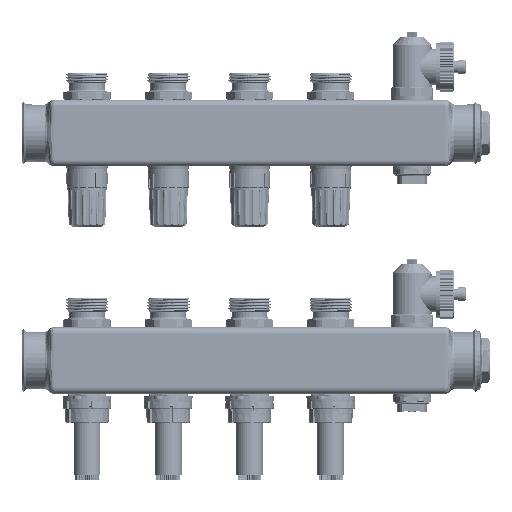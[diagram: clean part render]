
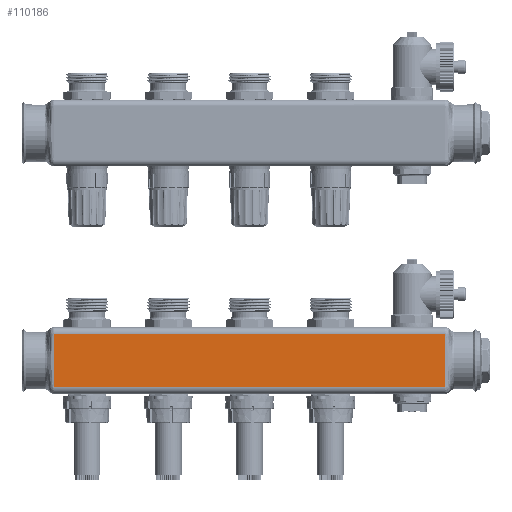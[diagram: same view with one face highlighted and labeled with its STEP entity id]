
A CAD part, front view. The second image highlights one B-rep face of the part: STEP entity #110186.
In plain terms, the highlighted planar face has unit normal (0, -1, 0).
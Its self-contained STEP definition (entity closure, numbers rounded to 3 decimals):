
#106632=CARTESIAN_POINT('',(19.869,-20.,
-16.5));
#106640=CARTESIAN_POINT('',(260.131,-20.,16.5));
#106641=CARTESIAN_POINT('',(260.131,-20.,16.5));
#106642=CARTESIAN_POINT('',(260.153,-20.,
15.993));
#106643=CARTESIAN_POINT('',(260.198,-20.,
15.01));
#106644=CARTESIAN_POINT('',(260.272,-20.,
13.584));
#106645=CARTESIAN_POINT('',(260.348,-20.,
12.261));
#106646=CARTESIAN_POINT('',(260.421,-20.,11.051));
#106647=CARTESIAN_POINT('',(260.489,-20.,9.947));
#106648=CARTESIAN_POINT('',(260.552,-20.,8.908));
#106649=CARTESIAN_POINT('',(260.61,-20.,7.888));
#106650=CARTESIAN_POINT('',(260.663,-20.,6.865));
#106651=CARTESIAN_POINT('',(260.708,-20.,5.842));
#106652=CARTESIAN_POINT('',(260.747,-20.,4.814));
#106653=CARTESIAN_POINT('',(260.778,-20.,3.753));
#106654=CARTESIAN_POINT('',(260.802,-20.,2.606));
#106655=CARTESIAN_POINT('',(260.818,-20.,1.348));
#106656=CARTESIAN_POINT('',(260.824,-20.,0.033));
#106657=CARTESIAN_POINT('',(260.819,-20.,-1.243));
#106658=CARTESIAN_POINT('',(260.805,-20.,-2.415));
#106659=CARTESIAN_POINT('',(260.784,-20.,-3.496));
#106660=CARTESIAN_POINT('',(260.756,-20.,-4.532));
#106661=CARTESIAN_POINT('',(260.72,-20.,-5.559));
#106662=CARTESIAN_POINT('',(260.676,-20.,-6.585));
#106663=CARTESIAN_POINT('',(260.625,-20.,-7.602));
#106664=CARTESIAN_POINT('',(260.568,-20.,-8.623));
#106665=CARTESIAN_POINT('',(260.505,-20.,-9.684));
#106666=CARTESIAN_POINT('',(260.435,-20.,-10.826));
#106667=CARTESIAN_POINT('',(260.359,-20.,-12.072));
#106668=CARTESIAN_POINT('',(260.28,-20.,-13.431));
#106669=CARTESIAN_POINT('',(260.202,-20.,-14.919));
#106670=CARTESIAN_POINT('',(260.154,-20.,-15.956));
#106671=CARTESIAN_POINT('',(260.131,-20.,-16.5));
#106673=CARTESIAN_POINT('',(19.869,-20.,-16.5));
#106674=CARTESIAN_POINT('',(19.869,-20.,-16.5));
#106675=CARTESIAN_POINT('',(19.847,-20.,
-15.985));
#106676=CARTESIAN_POINT('',(19.801,-20.,
-14.991));
#106677=CARTESIAN_POINT('',(19.726,-20.,
-13.555));
#106678=CARTESIAN_POINT('',(19.65,-20.,
-12.231));
#106679=CARTESIAN_POINT('',(19.577,-20.,
-11.024));
#106680=CARTESIAN_POINT('',(19.509,-20.,
-9.922));
#106681=CARTESIAN_POINT('',(19.447,-20.,-8.884));
#106682=CARTESIAN_POINT('',(19.389,-20.,-7.864));
#106683=CARTESIAN_POINT('',(19.336,-20.,-6.841));
#106684=CARTESIAN_POINT('',(19.291,-20.,-5.817));
#106685=CARTESIAN_POINT('',(19.253,-20.,-4.789));
#106686=CARTESIAN_POINT('',(19.222,-20.,-3.728));
#106687=CARTESIAN_POINT('',(19.198,-20.,-2.584));
#106688=CARTESIAN_POINT('',(19.182,-20.,-1.328));
#106689=CARTESIAN_POINT('',(19.176,-20.,-0.014));
#106690=CARTESIAN_POINT('',(19.181,-20.,1.262));
#106691=CARTESIAN_POINT('',(19.196,-20.,2.435));
#106692=CARTESIAN_POINT('',(19.217,-20.,3.516));
#106693=CARTESIAN_POINT('',(19.245,-20.,4.552));
#106694=CARTESIAN_POINT('',(19.281,-20.,5.578));
#106695=CARTESIAN_POINT('',(19.325,-20.,6.602));
#106696=CARTESIAN_POINT('',(19.376,-20.,7.62));
#106697=CARTESIAN_POINT('',(19.433,-20.,8.64));
#106698=CARTESIAN_POINT('',(19.496,-20.,9.7));
#106699=CARTESIAN_POINT('',(19.566,-20.,10.842));
#106700=CARTESIAN_POINT('',(19.642,-20.,12.085));
#106701=CARTESIAN_POINT('',(19.72,-20.,13.438));
#106702=CARTESIAN_POINT('',(19.798,-20.,14.921));
#106703=CARTESIAN_POINT('',(19.846,-20.,15.956));
#106704=CARTESIAN_POINT('',(19.869,-20.,16.5));
#107621=DIRECTION('',(-1.,0.,0.));
#107622=VECTOR('',#107621,240.263);
#107623=CARTESIAN_POINT('',(260.131,-20.,
16.5));
#107624=LINE('',#107623,#107622);
#107625=CARTESIAN_POINT('',(19.869,-20.,
16.5));
#108408=DIRECTION('',(1.,0.,0.));
#108409=VECTOR('',#108408,240.263);
#108410=CARTESIAN_POINT('',(19.869,-20.,
-16.5));
#108411=LINE('',#108410,#108409);
#108875=VERTEX_POINT('',#107625);
#108890=VERTEX_POINT('',#106632);
#108892=VERTEX_POINT('',#106640);
#108893=VERTEX_POINT('',#106671);
#110172=CARTESIAN_POINT('',(140.,-20.,0.));
#110173=DIRECTION('',(0.,1.,0.));
#110174=DIRECTION('',(1.,0.,0.));
#110175=AXIS2_PLACEMENT_3D('',#110172,#110173,#110174);
#110176=PLANE('',#110175);
#110178=ORIENTED_EDGE('',*,*,#110177,.T.);
#110180=ORIENTED_EDGE('',*,*,#110179,.F.);
#110181=ORIENTED_EDGE('',*,*,#110166,.T.);
#110183=ORIENTED_EDGE('',*,*,#110182,.F.);
#110184=EDGE_LOOP('',(#110178,#110180,#110181,#110183));
#110185=FACE_OUTER_BOUND('',#110184,.F.);
#110186=ADVANCED_FACE('',(#110185),#110176,.F.);
#106672=B_SPLINE_CURVE_WITH_KNOTS('',3,(#106640,#106641,#106642,#106643,#106644,
#106645,#106646,#106647,#106648,#106649,#106650,#106651,#106652,#106653,#106654,
#106655,#106656,#106657,#106658,#106659,#106660,#106661,#106662,#106663,#106664,
#106665,#106666,#106667,#106668,#106669,#106670,#106671),.UNSPECIFIED.,.F.,.F.,(
4,1,1,1,1,1,1,1,1,1,1,1,1,1,1,1,1,1,1,1,1,1,1,1,1,1,1,1,1,4),(0.,
0.,0.046,0.089,0.129,
0.166,0.199,0.229,0.26,
0.292,0.323,0.354,0.386,
0.42,0.458,0.5,0.539,
0.574,0.606,0.637,0.668,
0.7,0.731,0.761,0.793,
0.828,0.866,0.906,0.951,1.),
.UNSPECIFIED.);
#106705=B_SPLINE_CURVE_WITH_KNOTS('',3,(#106673,#106674,#106675,#106676,#106677,
#106678,#106679,#106680,#106681,#106682,#106683,#106684,#106685,#106686,#106687,
#106688,#106689,#106690,#106691,#106692,#106693,#106694,#106695,#106696,#106697,
#106698,#106699,#106700,#106701,#106702,#106703,#106704),.UNSPECIFIED.,.F.,.F.,(
4,1,1,1,1,1,1,1,1,1,1,1,1,1,1,1,1,1,1,1,1,1,1,1,1,1,1,1,1,4),(0.,
0.,0.046,0.09,0.13,
0.166,0.199,0.23,0.261,
0.293,0.324,0.355,0.386,
0.42,0.459,0.5,0.54,
0.575,0.607,0.638,0.669,
0.7,0.731,0.762,0.794,
0.828,0.866,0.907,0.951,1.),
.UNSPECIFIED.);
#110166=EDGE_CURVE('',#108890,#108875,#106705,.T.);
#110177=EDGE_CURVE('',#108892,#108893,#106672,.T.);
#110179=EDGE_CURVE('',#108890,#108893,#108411,.T.);
#110182=EDGE_CURVE('',#108892,#108875,#107624,.T.);
